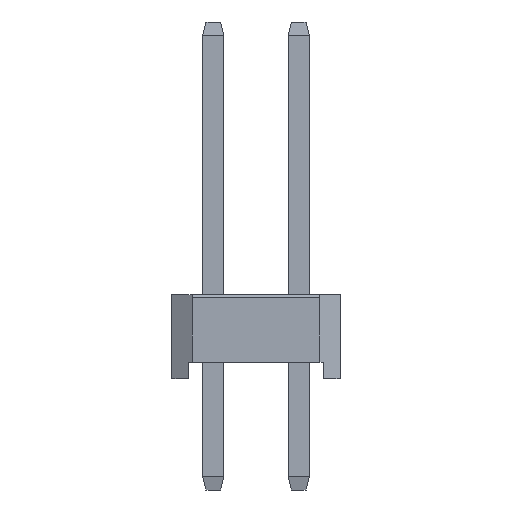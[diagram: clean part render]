
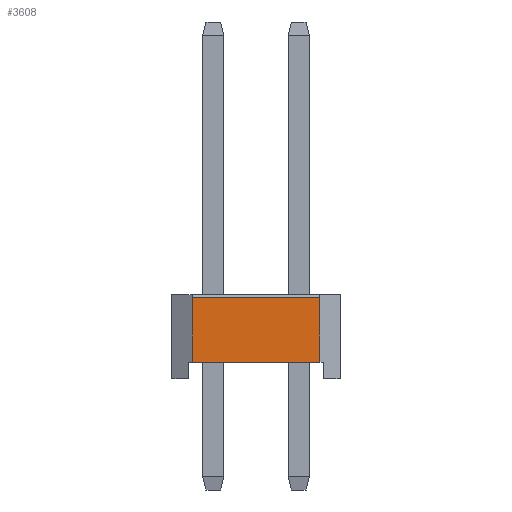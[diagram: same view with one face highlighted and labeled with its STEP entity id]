
A CAD part, left-side view. The second image highlights one B-rep face of the part: STEP entity #3608.
In plain terms, the highlighted planar face has unit normal (-1, 0, 0).
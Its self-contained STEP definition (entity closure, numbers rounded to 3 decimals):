
#264=FACE_OUTER_BOUND('',#472,.T.);
#472=EDGE_LOOP('',(#3174,#3175,#3176,#3177));
#896=LINE('',#5525,#1388);
#944=LINE('',#5622,#1436);
#947=LINE('',#5626,#1439);
#948=LINE('',#5627,#1440);
#1388=VECTOR('',#4516,3.8);
#1436=VECTOR('',#4596,3.8);
#1439=VECTOR('',#4601,1.905);
#1440=VECTOR('',#4602,1.905);
#1740=VERTEX_POINT('',#5522);
#1741=VERTEX_POINT('',#5524);
#1773=VERTEX_POINT('',#5620);
#1774=VERTEX_POINT('',#5621);
#2196=EDGE_CURVE('',#1740,#1741,#896,.T.);
#2244=EDGE_CURVE('',#1773,#1774,#944,.T.);
#2247=EDGE_CURVE('',#1773,#1741,#947,.T.);
#2248=EDGE_CURVE('',#1740,#1774,#948,.T.);
#3174=ORIENTED_EDGE('',*,*,#2244,.F.);
#3175=ORIENTED_EDGE('',*,*,#2247,.T.);
#3176=ORIENTED_EDGE('',*,*,#2196,.F.);
#3177=ORIENTED_EDGE('',*,*,#2248,.T.);
#3428=PLANE('',#3791);
#3608=ADVANCED_FACE('',(#264),#3428,.T.);
#3791=AXIS2_PLACEMENT_3D('',#5625,#4599,#4600);
#4516=DIRECTION('',(0.,1.,0.));
#4596=DIRECTION('',(0.,-1.,0.));
#4599=DIRECTION('center_axis',(-1.,0.,0.));
#4600=DIRECTION('ref_axis',(0.,0.,1.));
#4601=DIRECTION('',(0.,0.,-1.));
#4602=DIRECTION('',(0.,0.,1.));
#5522=CARTESIAN_POINT('',(14.113,6.707,0.));
#5524=CARTESIAN_POINT('',(14.113,10.507,0.));
#5525=CARTESIAN_POINT('',(14.113,6.707,0.));
#5620=CARTESIAN_POINT('',(14.113,10.507,1.905));
#5621=CARTESIAN_POINT('',(14.113,6.707,1.905));
#5622=CARTESIAN_POINT('',(14.113,10.507,1.905));
#5625=CARTESIAN_POINT('Origin',(14.113,6.707,-0.5));
#5626=CARTESIAN_POINT('',(14.113,10.507,1.905));
#5627=CARTESIAN_POINT('',(14.113,6.707,0.));
